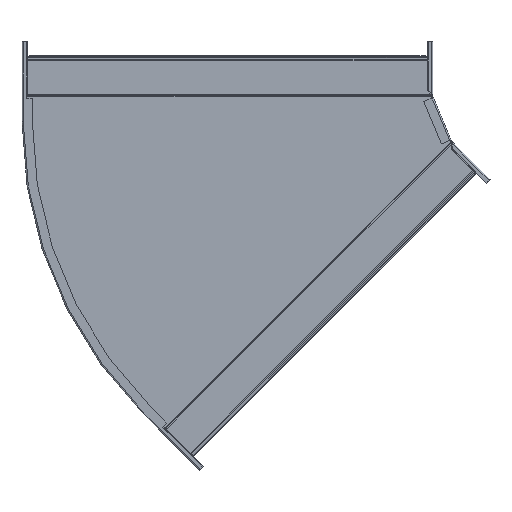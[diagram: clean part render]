
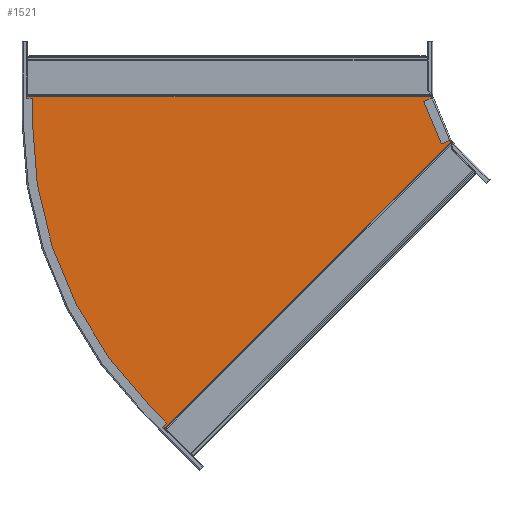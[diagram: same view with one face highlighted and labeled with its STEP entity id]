
A CAD part, front view. The second image highlights one B-rep face of the part: STEP entity #1521.
In plain terms, the highlighted planar face has unit normal (0, -1, 0).
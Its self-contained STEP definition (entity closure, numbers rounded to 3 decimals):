
#55 = CARTESIAN_POINT ( 'NONE',  ( 18.162, -1., -29.318 ) ) ;
#63 = ORIENTED_EDGE ( 'NONE', *, *, #735, .F. ) ;
#172 = AXIS2_PLACEMENT_3D ( 'NONE', #268, #2488, #2460 ) ;
#183 = EDGE_CURVE ( 'NONE', #607, #5404, #887, .T. ) ;
#199 = CARTESIAN_POINT ( 'NONE',  ( 13.639, -1., -32.928 ) ) ;
#268 = CARTESIAN_POINT ( 'NONE',  ( -7.889, -1., -3.268 ) ) ;
#289 = EDGE_CURVE ( 'NONE', #5151, #564, #4220, .T. ) ;
#293 = CARTESIAN_POINT ( 'NONE',  ( -430.916, -1., -426.294 ) ) ;
#309 = EDGE_CURVE ( 'NONE', #4766, #3720, #1190, .T. ) ;
#358 = CARTESIAN_POINT ( 'NONE',  ( -13.639, -1., 32.928 ) ) ;
#370 = ORIENTED_EDGE ( 'NONE', *, *, #5072, .T. ) ;
#564 = VERTEX_POINT ( 'NONE', #965 ) ;
#578 = CARTESIAN_POINT ( 'NONE',  ( 13.639, -1., -32.928 ) ) ;
#607 = VERTEX_POINT ( 'NONE', #4273 ) ;
#735 = EDGE_CURVE ( 'NONE', #3720, #3549, #5207, .T. ) ;
#808 = CARTESIAN_POINT ( 'NONE',  ( -599.639, -1., 85.428 ) ) ;
#840 = ORIENTED_EDGE ( 'NONE', *, *, #3538, .F. ) ;
#841 = ORIENTED_EDGE ( 'NONE', *, *, #183, .T. ) ;
#887 = LINE ( 'NONE', #2291, #3467 ) ;
#890 = LINE ( 'NONE', #55, #1749 ) ;
#908 = CARTESIAN_POINT ( 'NONE',  ( -430.916, -1., -426.294 ) ) ;
#965 = CARTESIAN_POINT ( 'NONE',  ( -606.139, -1., -3.268 ) ) ;
#984 = EDGE_LOOP ( 'NONE', ( #1449, #1816, #2228, #841, #5442, #3211, #370, #2992, #5667, #840, #2108, #63 ) ) ;
#1011 = VERTEX_POINT ( 'NONE', #3343 ) ;
#1133 = VERTEX_POINT ( 'NONE', #3956 ) ;
#1167 = CARTESIAN_POINT ( 'NONE',  ( 14.096, -1., -33.384 ) ) ;
#1190 = LINE ( 'NONE', #358, #3473 ) ;
#1320 = VECTOR ( 'NONE', #1784, 1000. ) ;
#1449 = ORIENTED_EDGE ( 'NONE', *, *, #309, .F. ) ;
#1458 = VECTOR ( 'NONE', #2542, 1000. ) ;
#1496 = EDGE_CURVE ( 'NONE', #1557, #3549, #5460, .T. ) ;
#1521 = ADVANCED_FACE ( 'NONE', ( #3730 ), #5084, .T. ) ;
#1557 = VERTEX_POINT ( 'NONE', #1167 ) ;
#1571 = LINE ( 'NONE', #3389, #2280 ) ;
#1747 = EDGE_CURVE ( 'NONE', #564, #5404, #2666, .T. ) ;
#1749 = VECTOR ( 'NONE', #5309, 1000. ) ;
#1784 = DIRECTION ( 'NONE',  ( 0.707, 0., -0.707 ) ) ;
#1816 = ORIENTED_EDGE ( 'NONE', *, *, #2306, .T. ) ;
#1891 = DIRECTION ( 'NONE',  ( 0., -1., 0. ) ) ;
#1949 = DIRECTION ( 'NONE',  ( -0.707, 0., 0.707 ) ) ;
#2108 = ORIENTED_EDGE ( 'NONE', *, *, #1496, .T. ) ;
#2228 = ORIENTED_EDGE ( 'NONE', *, *, #5496, .T. ) ;
#2280 = VECTOR ( 'NONE', #2470, 1000. ) ;
#2291 = CARTESIAN_POINT ( 'NONE',  ( -606.139, -1., 32.928 ) ) ;
#2306 = EDGE_CURVE ( 'NONE', #4766, #1133, #1571, .T. ) ;
#2358 = CARTESIAN_POINT ( 'NONE',  ( -405.322, -1., -451.888 ) ) ;
#2380 = CARTESIAN_POINT ( 'NONE',  ( -13.639, -1., 33.574 ) ) ;
#2460 = DIRECTION ( 'NONE',  ( 0., 0., -1. ) ) ;
#2470 = DIRECTION ( 'NONE',  ( -1., 0., 0. ) ) ;
#2488 = DIRECTION ( 'NONE',  ( 0., 1., 0. ) ) ;
#2501 = VECTOR ( 'NONE', #4591, 1000. ) ;
#2542 = DIRECTION ( 'NONE',  ( 0.383, 0., -0.924 ) ) ;
#2637 = VERTEX_POINT ( 'NONE', #5589 ) ;
#2666 = LINE ( 'NONE', #4051, #2929 ) ;
#2929 = VECTOR ( 'NONE', #4432, 1000. ) ;
#2992 = ORIENTED_EDGE ( 'NONE', *, *, #3727, .F. ) ;
#3108 = DIRECTION ( 'NONE',  ( -1., 0., 0. ) ) ;
#3211 = ORIENTED_EDGE ( 'NONE', *, *, #289, .F. ) ;
#3286 = CARTESIAN_POINT ( 'NONE',  ( -606.139, -1., 32.928 ) ) ;
#3343 = CARTESIAN_POINT ( 'NONE',  ( -400.269, -1., -447.749 ) ) ;
#3389 = CARTESIAN_POINT ( 'NONE',  ( -7.889, -1., 33.574 ) ) ;
#3467 = VECTOR ( 'NONE', #3108, 1000. ) ;
#3473 = VECTOR ( 'NONE', #4254, 1000. ) ;
#3524 = EDGE_CURVE ( 'NONE', #1011, #2637, #5692, .T. ) ;
#3538 = EDGE_CURVE ( 'NONE', #1557, #1011, #890, .T. ) ;
#3549 = VERTEX_POINT ( 'NONE', #578 ) ;
#3720 = VERTEX_POINT ( 'NONE', #5432 ) ;
#3727 = EDGE_CURVE ( 'NONE', #2637, #5548, #5021, .T. ) ;
#3730 = FACE_OUTER_BOUND ( 'NONE', #984, .T. ) ;
#3856 = CARTESIAN_POINT ( 'NONE',  ( -363.602, -1., -484.415 ) ) ;
#3956 = CARTESIAN_POINT ( 'NONE',  ( -599.639, -1., 33.574 ) ) ;
#3960 = VECTOR ( 'NONE', #4326, 1000. ) ;
#4011 = LINE ( 'NONE', #908, #1320 ) ;
#4051 = CARTESIAN_POINT ( 'NONE',  ( -606.139, -1., -3.268 ) ) ;
#4093 = VECTOR ( 'NONE', #4764, 1000. ) ;
#4220 = CIRCLE ( 'NONE', #172, 598.25 ) ;
#4254 = DIRECTION ( 'NONE',  ( 0., 0., -1. ) ) ;
#4273 = CARTESIAN_POINT ( 'NONE',  ( -599.639, -1., 32.928 ) ) ;
#4326 = DIRECTION ( 'NONE',  ( -0.707, 0., 0.707 ) ) ;
#4432 = DIRECTION ( 'NONE',  ( 0., 0., 1. ) ) ;
#4591 = DIRECTION ( 'NONE',  ( -0.707, 0., -0.707 ) ) ;
#4764 = DIRECTION ( 'NONE',  ( 0., 0., -1. ) ) ;
#4766 = VERTEX_POINT ( 'NONE', #2380 ) ;
#4854 = CARTESIAN_POINT ( 'NONE',  ( -8.802, -1., 21.249 ) ) ;
#4957 = AXIS2_PLACEMENT_3D ( 'NONE', #5511, #1891, #5199 ) ;
#5021 = LINE ( 'NONE', #2358, #2501 ) ;
#5048 = VECTOR ( 'NONE', #1949, 1000. ) ;
#5072 = EDGE_CURVE ( 'NONE', #5151, #5548, #4011, .T. ) ;
#5084 = PLANE ( 'NONE',  #4957 ) ;
#5151 = VERTEX_POINT ( 'NONE', #293 ) ;
#5175 = LINE ( 'NONE', #808, #4093 ) ;
#5199 = DIRECTION ( 'NONE',  ( 0., 0., -1. ) ) ;
#5207 = LINE ( 'NONE', #4854, #1458 ) ;
#5309 = DIRECTION ( 'NONE',  ( -0.707, 0., -0.707 ) ) ;
#5343 = CARTESIAN_POINT ( 'NONE',  ( -405.322, -1., -451.888 ) ) ;
#5404 = VERTEX_POINT ( 'NONE', #3286 ) ;
#5432 = CARTESIAN_POINT ( 'NONE',  ( -13.639, -1., 32.928 ) ) ;
#5442 = ORIENTED_EDGE ( 'NONE', *, *, #1747, .F. ) ;
#5460 = LINE ( 'NONE', #199, #5048 ) ;
#5496 = EDGE_CURVE ( 'NONE', #1133, #607, #5175, .T. ) ;
#5511 = CARTESIAN_POINT ( 'NONE',  ( -7.889, -1., -3.268 ) ) ;
#5548 = VERTEX_POINT ( 'NONE', #5343 ) ;
#5589 = CARTESIAN_POINT ( 'NONE',  ( -400.726, -1., -447.292 ) ) ;
#5667 = ORIENTED_EDGE ( 'NONE', *, *, #3524, .F. ) ;
#5692 = LINE ( 'NONE', #3856, #3960 ) ;
